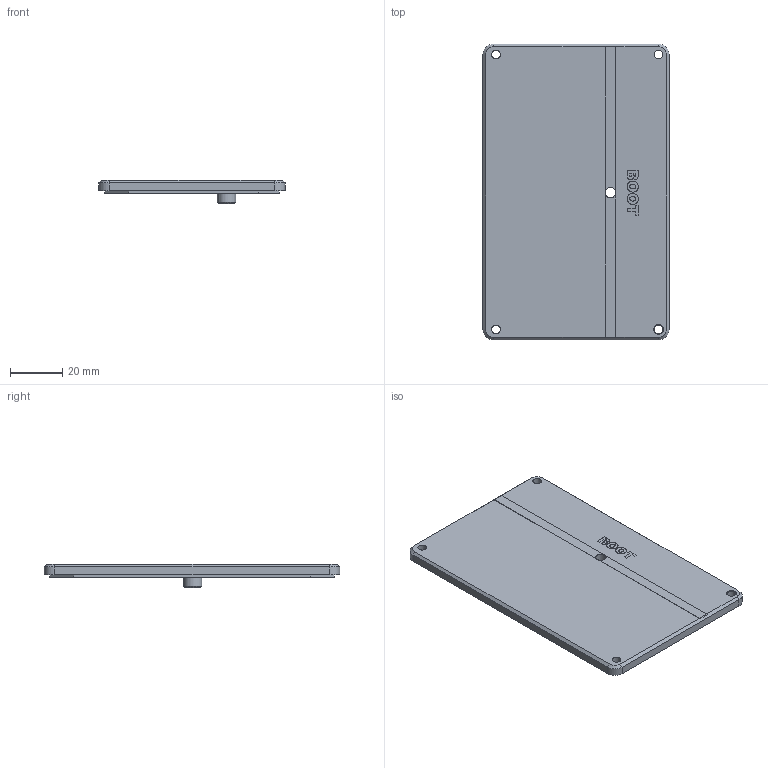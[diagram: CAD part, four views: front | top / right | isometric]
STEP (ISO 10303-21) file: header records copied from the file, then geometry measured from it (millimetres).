
FILE_DESCRIPTION(/* description */ (''),/* implementation_level */ '2;1');
FILE_NAME(/* name */ 'Top V2.x Gilphilbert.step',/* time_stamp */ '2025-12-23T22:06:30+01:00',/* author */ (''),/* organization */ (''),/* preprocessor_version */ 'ST-DEVELOPER v20.1',/* originating_system */ 'Autodesk Translation Framework v14.21.0.0',/* authorisation */ '');
FILE_SCHEMA (('AUTOMOTIVE_DESIGN { 1 0 10303 214 3 1 1 }'));
Length unit declared in the file: millimetre
Products named in the file (1): Top V2.x Gilphilbert
Bounding box: 71 x 112.81 x 9 mm (x, y, z)
Volume: 18753.1 mm3; surface area: 19892.7 mm2
Topology: 6 solids, 6 shells, 217 faces, 574 edges, 379 vertices
Faces by surface type: bspline 108, plane 91, cylinder 11, cone 7
Full cylindrical faces by diameter (mm): 3.3 x4, 4 x1, 7 x1
Entity records: 7749 total; most frequent: CARTESIAN_POINT 3007, ORIENTED_EDGE 1148, DIRECTION 609, EDGE_CURVE 574, VERTEX_POINT 379, LINE 327, VECTOR 327, EDGE_LOOP 245
